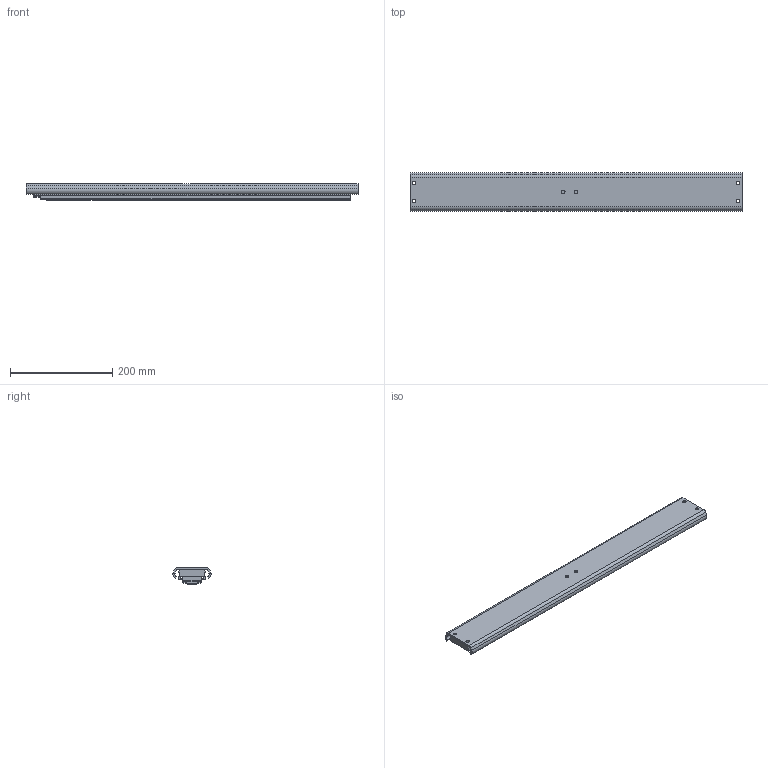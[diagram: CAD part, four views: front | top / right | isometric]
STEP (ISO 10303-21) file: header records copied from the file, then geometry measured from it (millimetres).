
FILE_DESCRIPTION(/* description */ ('TR7532 650 / 975 (32)'),/* implementation_level */ '2;1');
FILE_NAME(/* name */ 'E000041183.stp',/* time_stamp */ '2016-07-22T13:20:27+02:00',/* author */ ('stagenbd'),/* organization */ (''),/* preprocessor_version */ 'ST-DEVELOPER v15.6',/* originating_system */ 'Autodesk Inventor 2015',/* authorisation */ '');
FILE_SCHEMA (('AUTOMOTIVE_DESIGN { 1 0 10303 214 3 1 1 }'));
Length unit declared in the file: millimetre
Products named in the file (1): E000041183
Bounding box: 650 x 74.93 x 32 mm (x, y, z)
Volume: 752064.4 mm3; surface area: 358819.3 mm2
Topology: 7 solids, 7 shells, 204 faces, 532 edges, 326 vertices
Faces by surface type: cylinder 114, plane 68, sphere 16, cone 6
Full cylindrical faces by diameter (mm): 5 x6, 6.4 x2, 6.6 x2, 7 x4
Entity records: 6150 total; most frequent: DIRECTION 1140, CARTESIAN_POINT 1027, ORIENTED_EDGE 992, EDGE_CURVE 496, AXIS2_PLACEMENT_3D 439, VERTEX_POINT 326, LINE 262, VECTOR 262
